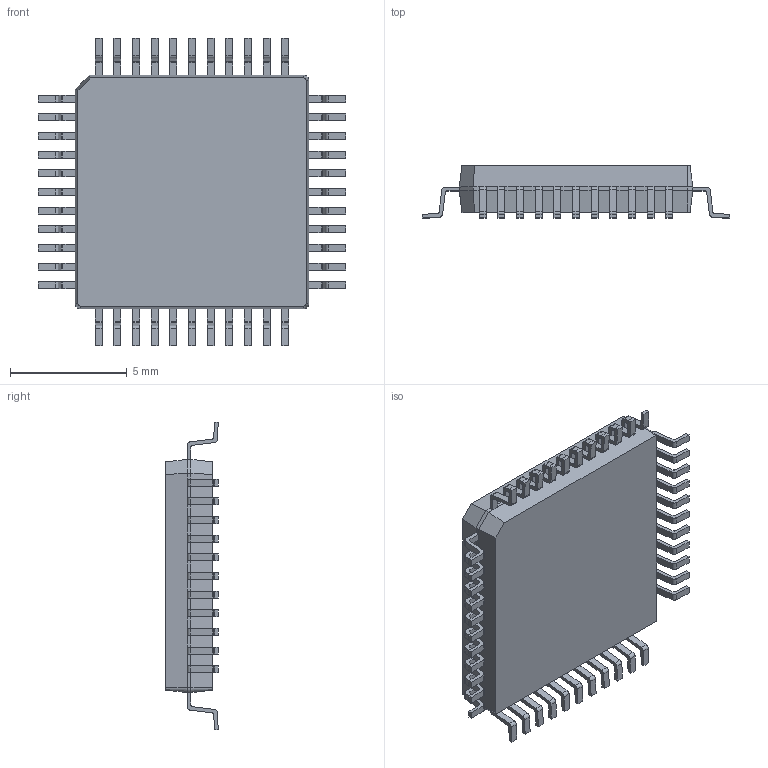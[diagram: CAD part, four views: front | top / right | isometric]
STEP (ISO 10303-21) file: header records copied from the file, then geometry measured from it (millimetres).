
FILE_DESCRIPTION (( 'STEP AP214' ), '1' );
FILE_NAME ('User Library-P-MQFP-44-2.STEP', '2014-01-15T06:53:19', ( 'Windows User' ), ( '' ), 'SwSTEP 2.0', 'SolidWorks 2014', '' );
FILE_SCHEMA (( 'AUTOMOTIVE_DESIGN' ));
Length unit declared in the file: millimetre
Products named in the file (1): User Library-P-MQFP-44-2
Bounding box: 13.2 x 2.25 x 13.2 mm (x, y, z)
Volume: 200.9 mm3; surface area: 372.9 mm2
Topology: 1 solids, 1 shells, 645 faces, 1734 edges, 1092 vertices
Faces by surface type: plane 458, cylinder 181, cone 6
Entity records: 26989 total; most frequent: CARTESIAN_POINT 3472, ORIENTED_EDGE 3468, DIRECTION 3394, EDGE_CURVE 1734, VECTOR 1366, LINE 1366, VERTEX_POINT 1092, AXIS2_PLACEMENT_3D 1014
